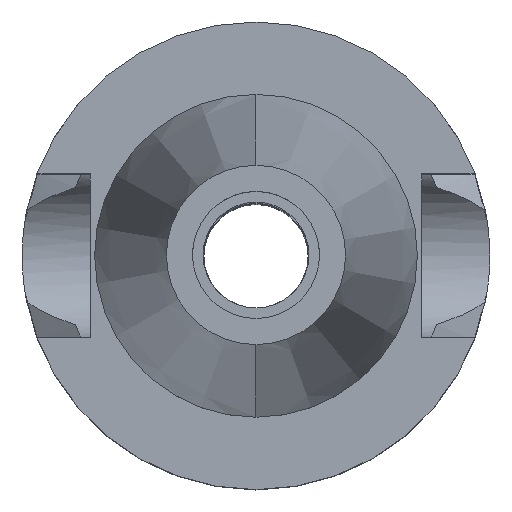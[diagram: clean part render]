
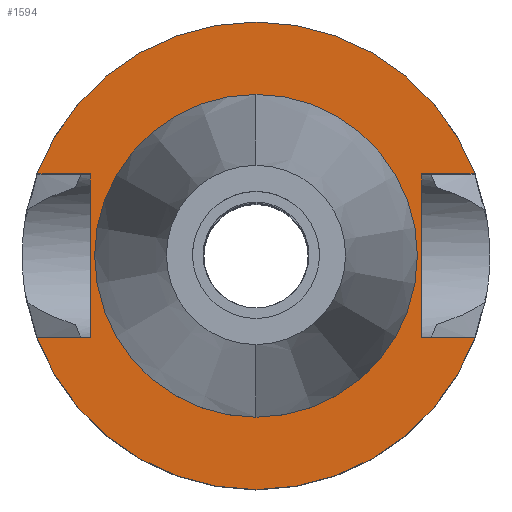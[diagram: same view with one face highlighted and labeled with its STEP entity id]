
A CAD part, top view. The second image highlights one B-rep face of the part: STEP entity #1594.
In plain terms, the highlighted planar face has unit normal (0, 0, 1).
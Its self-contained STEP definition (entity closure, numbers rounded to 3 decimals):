
#94=DIRECTION('',(0.,1.,0.));
#95=VECTOR('',#94,16.1);
#96=CARTESIAN_POINT('',(-16.3,-8.05,-1.));
#97=LINE('',#96,#95);
#101=DIRECTION('',(-1.,0.,0.));
#102=VECTOR('',#101,5.245);
#103=CARTESIAN_POINT('',(-16.3,8.05,-1.));
#104=LINE('',#103,#102);
#108=CARTESIAN_POINT('',(0.,0.,-1.));
#109=DIRECTION('',(0.,0.,-1.));
#110=DIRECTION('',(-0.937,0.35,0.));
#111=AXIS2_PLACEMENT_3D('',#108,#109,#110);
#116=CARTESIAN_POINT('',(0.,0.,-1.));
#117=DIRECTION('',(0.,0.,-1.));
#118=DIRECTION('',(0.,1.,0.));
#119=AXIS2_PLACEMENT_3D('',#116,#117,#118);
#124=DIRECTION('',(0.,-1.,0.));
#125=VECTOR('',#124,16.1);
#126=CARTESIAN_POINT('',(16.3,8.05,-1.));
#127=LINE('',#126,#125);
#131=DIRECTION('',(1.,0.,0.));
#132=VECTOR('',#131,5.245);
#133=CARTESIAN_POINT('',(16.3,-8.05,-1.));
#134=LINE('',#133,#132);
#138=CARTESIAN_POINT('',(0.,0.,-1.));
#139=DIRECTION('',(0.,0.,-1.));
#140=DIRECTION('',(0.937,-0.35,0.));
#141=AXIS2_PLACEMENT_3D('',#138,#139,#140);
#146=CARTESIAN_POINT('',(0.,0.,-1.));
#147=DIRECTION('',(0.,0.,-1.));
#148=DIRECTION('',(0.,-1.,0.));
#149=AXIS2_PLACEMENT_3D('',#146,#147,#148);
#154=CARTESIAN_POINT('',(0.,0.,-1.));
#155=DIRECTION('',(0.,0.,1.));
#156=DIRECTION('',(0.,-1.,0.));
#157=AXIS2_PLACEMENT_3D('',#154,#155,#156);
#162=CARTESIAN_POINT('',(0.,0.,-1.));
#163=DIRECTION('',(0.,0.,1.));
#164=DIRECTION('',(0.,1.,0.));
#165=AXIS2_PLACEMENT_3D('',#162,#163,#164);
#210=DIRECTION('',(-1.,0.,0.));
#211=VECTOR('',#210,5.245);
#212=CARTESIAN_POINT('',(-16.3,-8.05,-1.));
#213=LINE('',#212,#211);
#333=DIRECTION('',(1.,0.,0.));
#334=VECTOR('',#333,5.245);
#335=CARTESIAN_POINT('',(16.3,8.05,-1.));
#336=LINE('',#335,#334);
#1457=CARTESIAN_POINT('',(-16.3,-8.05,-1.));
#1458=VERTEX_POINT('',#1457);
#1459=CARTESIAN_POINT('',(-21.545,-8.05,-1.));
#1460=VERTEX_POINT('',#1459);
#1461=CARTESIAN_POINT('',(-16.3,8.05,-1.));
#1462=VERTEX_POINT('',#1461);
#1463=CARTESIAN_POINT('',(-21.545,8.05,-1.));
#1464=VERTEX_POINT('',#1463);
#1465=CARTESIAN_POINT('',(0.,23.,-1.));
#1466=CARTESIAN_POINT('',(21.545,8.05,-1.));
#1467=VERTEX_POINT('',#1465);
#1468=VERTEX_POINT('',#1466);
#1469=CARTESIAN_POINT('',(16.3,8.05,-1.));
#1470=VERTEX_POINT('',#1469);
#1471=CARTESIAN_POINT('',(16.3,-8.05,-1.));
#1472=VERTEX_POINT('',#1471);
#1473=CARTESIAN_POINT('',(21.545,-8.05,-1.));
#1474=VERTEX_POINT('',#1473);
#1475=CARTESIAN_POINT('',(0.,-23.,-1.));
#1476=VERTEX_POINT('',#1475);
#1477=CARTESIAN_POINT('',(0.,-15.875,-1.));
#1478=CARTESIAN_POINT('',(0.,15.875,-1.));
#1479=VERTEX_POINT('',#1477);
#1480=VERTEX_POINT('',#1478);
#1563=CARTESIAN_POINT('',(0.,0.,-1.));
#1564=DIRECTION('',(0.,0.,-1.));
#1565=DIRECTION('',(0.,-1.,0.));
#1566=AXIS2_PLACEMENT_3D('',#1563,#1564,#1565);
#1567=PLANE('',#1566);
#1569=ORIENTED_EDGE('',*,*,#1568,.T.);
#1571=ORIENTED_EDGE('',*,*,#1570,.T.);
#1573=ORIENTED_EDGE('',*,*,#1572,.T.);
#1575=ORIENTED_EDGE('',*,*,#1574,.T.);
#1577=ORIENTED_EDGE('',*,*,#1576,.F.);
#1579=ORIENTED_EDGE('',*,*,#1578,.T.);
#1581=ORIENTED_EDGE('',*,*,#1580,.T.);
#1583=ORIENTED_EDGE('',*,*,#1582,.T.);
#1585=ORIENTED_EDGE('',*,*,#1584,.T.);
#1587=ORIENTED_EDGE('',*,*,#1586,.F.);
#1588=EDGE_LOOP('',(#1569,#1571,#1573,#1575,#1577,#1579,#1581,#1583,#1585,
#1587));
#1589=FACE_OUTER_BOUND('',#1588,.F.);
#1590=ORIENTED_EDGE('',*,*,#1542,.T.);
#1591=ORIENTED_EDGE('',*,*,#1558,.T.);
#1592=EDGE_LOOP('',(#1590,#1591));
#1593=FACE_BOUND('',#1592,.F.);
#112=CIRCLE('',#111,23.);
#120=CIRCLE('',#119,23.);
#142=CIRCLE('',#141,23.);
#150=CIRCLE('',#149,23.);
#158=CIRCLE('',#157,15.875);
#166=CIRCLE('',#165,15.875);
#1542=EDGE_CURVE('',#1479,#1480,#158,.T.);
#1558=EDGE_CURVE('',#1480,#1479,#166,.T.);
#1568=EDGE_CURVE('',#1458,#1462,#97,.T.);
#1570=EDGE_CURVE('',#1462,#1464,#104,.T.);
#1572=EDGE_CURVE('',#1464,#1467,#112,.T.);
#1574=EDGE_CURVE('',#1467,#1468,#120,.T.);
#1576=EDGE_CURVE('',#1470,#1468,#336,.T.);
#1578=EDGE_CURVE('',#1470,#1472,#127,.T.);
#1580=EDGE_CURVE('',#1472,#1474,#134,.T.);
#1582=EDGE_CURVE('',#1474,#1476,#142,.T.);
#1584=EDGE_CURVE('',#1476,#1460,#150,.T.);
#1586=EDGE_CURVE('',#1458,#1460,#213,.T.);
#1594=ADVANCED_FACE('',(#1589,#1593),#1567,.F.);
